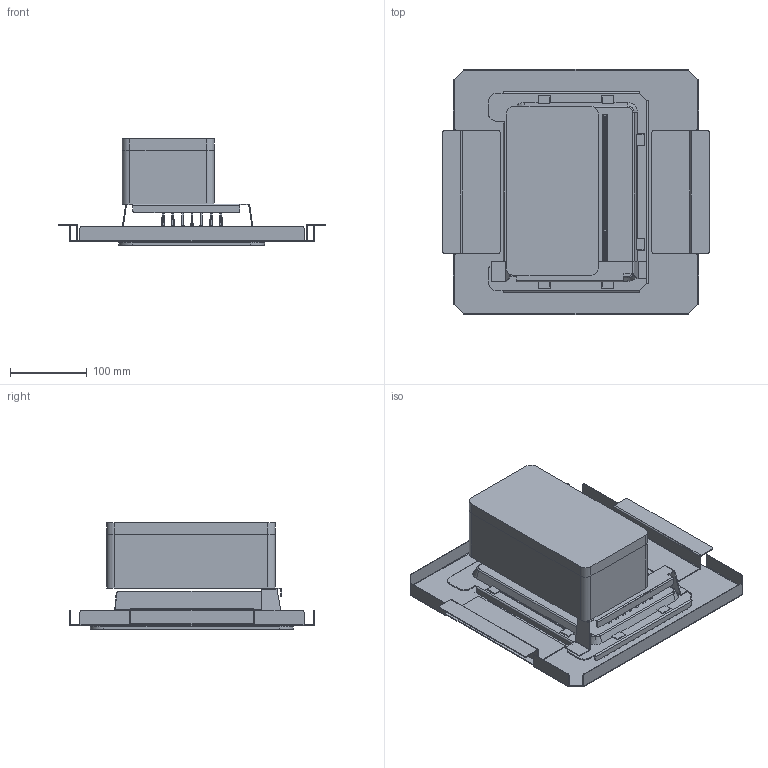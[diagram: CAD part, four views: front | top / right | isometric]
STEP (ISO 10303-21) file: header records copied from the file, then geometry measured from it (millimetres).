
FILE_DESCRIPTION (( 'STEP AP214' ), '1' );
FILE_NAME ('URBAN_VLA_RET.STEP', '2025-06-17T10:27:42', ( '' ), ( '' ), 'SwSTEP 2.0', 'SolidWorks 2024', '' );
FILE_SCHEMA (( 'AUTOMOTIVE_DESIGN' ));
Length unit declared in the file: millimetre
Products named in the file (1): URBAN_VLA_RET
Bounding box: 347.1 x 320 x 138.7 mm (x, y, z)
Volume: 794975.3 mm3; surface area: 774930.1 mm2
Topology: 11 solids, 11 shells, 642 faces, 1682 edges, 1072 vertices
Faces by surface type: plane 336, cylinder 210, bspline 72, cone 16, torus 8
Entity records: 24954 total; most frequent: CARTESIAN_POINT 9520, ORIENTED_EDGE 3364, DIRECTION 2913, EDGE_CURVE 1682, VECTOR 1115, LINE 1115, VERTEX_POINT 1072, AXIS2_PLACEMENT_3D 899
